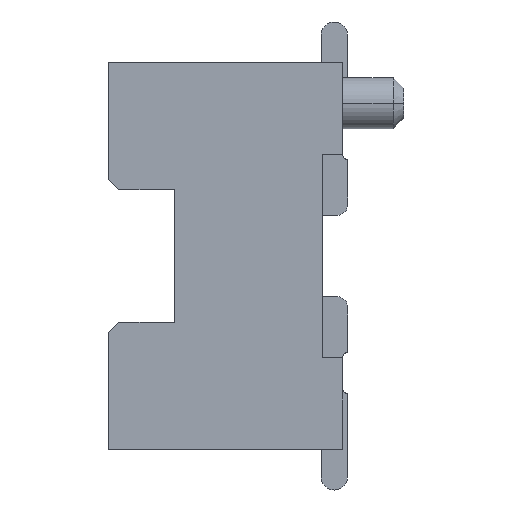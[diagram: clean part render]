
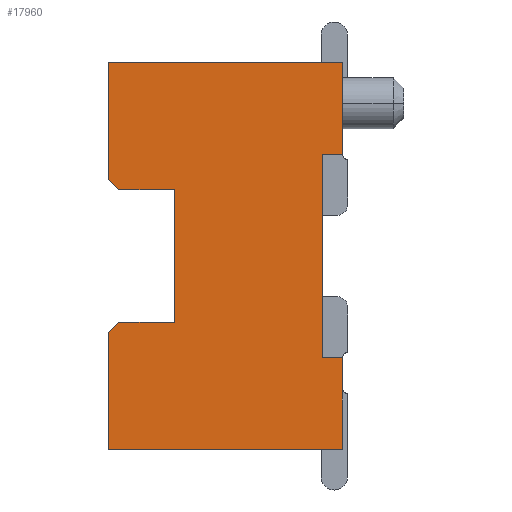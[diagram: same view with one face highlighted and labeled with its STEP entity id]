
A CAD part, left-side view. The second image highlights one B-rep face of the part: STEP entity #17960.
In plain terms, the highlighted planar face has unit normal (-1, 0, 0).
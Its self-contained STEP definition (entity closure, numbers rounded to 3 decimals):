
#9=DIRECTION('',(0.,0.,1.));
#10=VECTOR('',#9,0.9);
#11=CARTESIAN_POINT('',(-3.6,0.,1.));
#12=LINE('',#11,#10);
#29=DIRECTION('',(0.,0.,1.));
#30=VECTOR('',#29,0.9);
#31=CARTESIAN_POINT('',(-3.6,0.,-1.9));
#32=LINE('',#31,#30);
#97=DIRECTION('',(0.,1.,0.));
#98=VECTOR('',#97,2.3);
#99=CARTESIAN_POINT('',(-3.6,0.,1.9));
#100=LINE('',#99,#98);
#3237=DIRECTION('',(0.,0.,1.));
#3238=VECTOR('',#3237,1.15);
#3239=CARTESIAN_POINT('',(-3.6,2.3,0.75));
#3240=LINE('',#3239,#3238);
#3269=DIRECTION('',(0.,0.,1.));
#3270=VECTOR('',#3269,1.15);
#3271=CARTESIAN_POINT('',(-3.6,2.3,-1.9));
#3272=LINE('',#3271,#3270);
#3809=DIRECTION('',(0.,0.707,-0.707));
#3810=VECTOR('',#3809,0.141);
#3811=CARTESIAN_POINT('',(-3.6,2.2,-0.65));
#3812=LINE('',#3811,#3810);
#3813=DIRECTION('',(0.,-1.,0.));
#3814=VECTOR('',#3813,0.55);
#3815=CARTESIAN_POINT('',(-3.6,2.2,-0.65));
#3816=LINE('',#3815,#3814);
#3817=DIRECTION('',(0.,0.,-1.));
#3818=VECTOR('',#3817,1.3);
#3819=CARTESIAN_POINT('',(-3.6,1.65,0.65));
#3820=LINE('',#3819,#3818);
#3821=DIRECTION('',(0.,-1.,0.));
#3822=VECTOR('',#3821,0.55);
#3823=CARTESIAN_POINT('',(-3.6,2.2,0.65));
#3824=LINE('',#3823,#3822);
#3825=DIRECTION('',(0.,-0.707,-0.707));
#3826=VECTOR('',#3825,0.141);
#3827=CARTESIAN_POINT('',(-3.6,2.3,0.75));
#3828=LINE('',#3827,#3826);
#3829=DIRECTION('',(0.,1.,0.));
#3830=VECTOR('',#3829,0.2);
#3831=CARTESIAN_POINT('',(-3.6,0.,1.));
#3832=LINE('',#3831,#3830);
#3833=DIRECTION('',(0.,0.,1.));
#3834=VECTOR('',#3833,2.);
#3835=CARTESIAN_POINT('',(-3.6,0.2,-1.));
#3836=LINE('',#3835,#3834);
#3837=DIRECTION('',(0.,1.,0.));
#3838=VECTOR('',#3837,0.2);
#3839=CARTESIAN_POINT('',(-3.6,0.,-1.));
#3840=LINE('',#3839,#3838);
#3841=DIRECTION('',(0.,1.,0.));
#3842=VECTOR('',#3841,2.3);
#3843=CARTESIAN_POINT('',(-3.6,0.,-1.9));
#3844=LINE('',#3843,#3842);
#11469=CARTESIAN_POINT('',(-3.6,2.3,1.9));
#11471=VERTEX_POINT('',#11469);
#11474=CARTESIAN_POINT('',(-3.6,2.3,-1.9));
#11476=VERTEX_POINT('',#11474);
#11477=CARTESIAN_POINT('',(-3.6,0.,-1.9));
#11478=VERTEX_POINT('',#11477);
#11479=CARTESIAN_POINT('',(-3.6,0.,1.9));
#11480=VERTEX_POINT('',#11479);
#11513=CARTESIAN_POINT('',(-3.6,0.,1.));
#11514=VERTEX_POINT('',#11513);
#11515=CARTESIAN_POINT('',(-3.6,0.,-1.));
#11517=VERTEX_POINT('',#11515);
#11533=CARTESIAN_POINT('',(-3.6,0.2,-1.));
#11534=CARTESIAN_POINT('',(-3.6,0.2,1.));
#11535=VERTEX_POINT('',#11533);
#11536=VERTEX_POINT('',#11534);
#11581=CARTESIAN_POINT('',(-3.6,1.65,0.65));
#11582=CARTESIAN_POINT('',(-3.6,1.65,-0.65));
#11583=VERTEX_POINT('',#11581);
#11584=VERTEX_POINT('',#11582);
#13997=CARTESIAN_POINT('',(-3.6,2.2,-0.65));
#13998=CARTESIAN_POINT('',(-3.6,2.3,-0.75));
#13999=VERTEX_POINT('',#13997);
#14000=VERTEX_POINT('',#13998);
#14057=CARTESIAN_POINT('',(-3.6,2.3,0.75));
#14058=CARTESIAN_POINT('',(-3.6,2.2,0.65));
#14059=VERTEX_POINT('',#14057);
#14060=VERTEX_POINT('',#14058);
#17935=CARTESIAN_POINT('',(-3.6,0.,-1.9));
#17936=DIRECTION('',(-1.,0.,0.));
#17937=DIRECTION('',(0.,0.,1.));
#17938=AXIS2_PLACEMENT_3D('',#17935,#17936,#17937);
#17939=PLANE('',#17938);
#17940=ORIENTED_EDGE('',*,*,#17926,.F.);
#17941=ORIENTED_EDGE('',*,*,#17902,.T.);
#17942=ORIENTED_EDGE('',*,*,#17782,.F.);
#17944=ORIENTED_EDGE('',*,*,#17943,.F.);
#17946=ORIENTED_EDGE('',*,*,#17945,.F.);
#17947=ORIENTED_EDGE('',*,*,#17198,.T.);
#17948=ORIENTED_EDGE('',*,*,#15139,.F.);
#17949=ORIENTED_EDGE('',*,*,#15046,.F.);
#17951=ORIENTED_EDGE('',*,*,#17950,.T.);
#17952=ORIENTED_EDGE('',*,*,#15522,.F.);
#17954=ORIENTED_EDGE('',*,*,#17953,.F.);
#17955=ORIENTED_EDGE('',*,*,#15070,.F.);
#17956=ORIENTED_EDGE('',*,*,#16007,.T.);
#17957=ORIENTED_EDGE('',*,*,#17222,.T.);
#17958=EDGE_LOOP('',(#17940,#17941,#17942,#17944,#17946,#17947,#17948,#17949,
#17951,#17952,#17954,#17955,#17956,#17957));
#17959=FACE_OUTER_BOUND('',#17958,.F.);
#15046=EDGE_CURVE('',#11514,#11480,#12,.T.);
#15070=EDGE_CURVE('',#11478,#11517,#32,.T.);
#15139=EDGE_CURVE('',#11480,#11471,#100,.T.);
#15522=EDGE_CURVE('',#11535,#11536,#3836,.T.);
#16007=EDGE_CURVE('',#11478,#11476,#3844,.T.);
#17198=EDGE_CURVE('',#14059,#11471,#3240,.T.);
#17222=EDGE_CURVE('',#11476,#14000,#3272,.T.);
#17782=EDGE_CURVE('',#11583,#11584,#3820,.T.);
#17902=EDGE_CURVE('',#13999,#11584,#3816,.T.);
#17926=EDGE_CURVE('',#13999,#14000,#3812,.T.);
#17943=EDGE_CURVE('',#14060,#11583,#3824,.T.);
#17945=EDGE_CURVE('',#14059,#14060,#3828,.T.);
#17950=EDGE_CURVE('',#11514,#11536,#3832,.T.);
#17953=EDGE_CURVE('',#11517,#11535,#3840,.T.);
#17960=ADVANCED_FACE('',(#17959),#17939,.T.);
